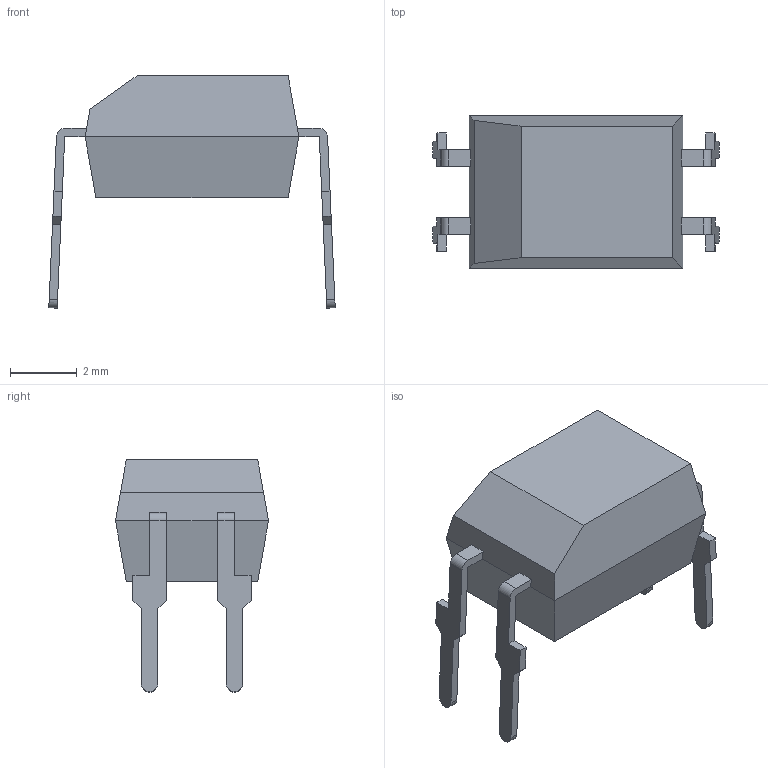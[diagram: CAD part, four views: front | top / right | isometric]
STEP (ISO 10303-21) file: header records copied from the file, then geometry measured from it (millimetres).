
FILE_DESCRIPTION(('STEP AP214'),'1');
FILE_NAME('DIP4.stp','2019-01-21T22:34:30',(' '),(' '),'Spatial InterOp 3D',' ',' ');
FILE_SCHEMA(('AUTOMOTIVE_DESIGN { 1 0 10303 214 1 1 1 1 }'));
Length unit declared in the file: metre
Products named in the file (6): DIP4; Component1; Component2; Component3; Component4; Component5
Assembly tree (5 placements, depth 2):
  DIP4
    Component1
    Component2
    Component3
    Component4
    Component5
Bounding box: 8.57 x 4.58 x 6.96 mm (x, y, z)
Volume: 95.5 mm3; surface area: 159.3 mm2
Topology: 5 solids, 5 shells, 75 faces, 191 edges, 126 vertices
Faces by surface type: plane 63, cylinder 12
Entity records: 3006 total; most frequent: CARTESIAN_POINT 398, ORIENTED_EDGE 382, DIRECTION 377, EDGE_CURVE 191, LINE 167, VECTOR 167, VERTEX_POINT 126, AXIS2_PLACEMENT_3D 105
